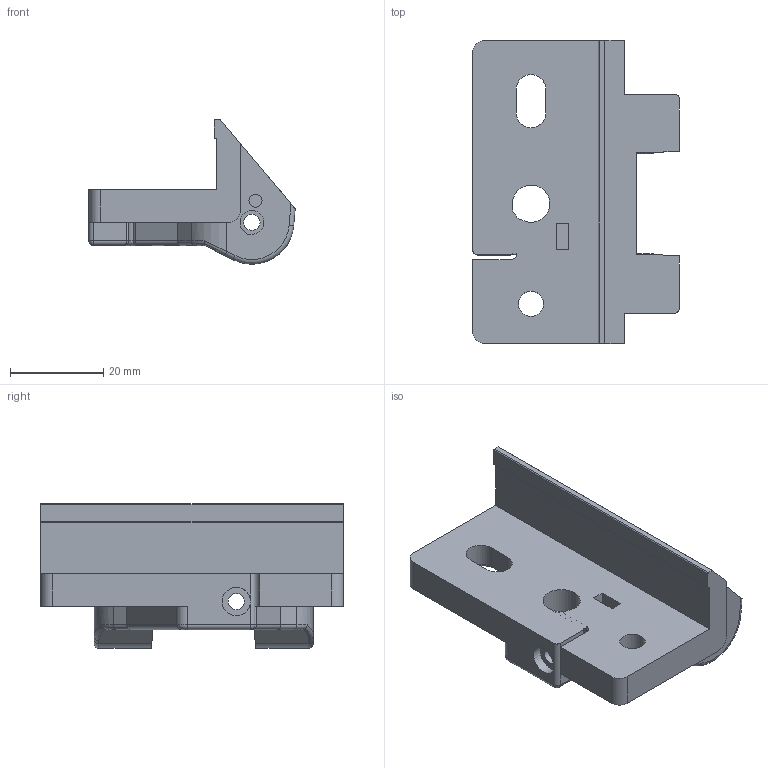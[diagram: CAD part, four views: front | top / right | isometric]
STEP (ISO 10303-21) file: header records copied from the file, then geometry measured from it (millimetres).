
FILE_DESCRIPTION(/* description */ (''),/* implementation_level */ '2;1');
FILE_NAME(/* name */ 'XY_Idler_Mount_Gates_8mm_3030 v1.step',/* time_stamp */ '2020-11-28T14:08:55+01:00',/* author */ (''),/* organization */ (''),/* preprocessor_version */ 'ST-DEVELOPER v18.1',/* originating_system */ 'Autodesk Translation Framework v9.3.0.1241',/* authorisation */ '');
FILE_SCHEMA (('AUTOMOTIVE_DESIGN { 1 0 10303 214 3 1 1 }'));
Length unit declared in the file: millimetre
Products named in the file (1): XY_Idler_Mount_Gates_8mm_3030
Bounding box: 44.29 x 65 x 31 mm (x, y, z)
Volume: 25198.4 mm3; surface area: 10997.6 mm2
Topology: 1 solids, 1 shells, 126 faces, 326 edges, 206 vertices
Faces by surface type: plane 59, cylinder 50, torus 7, bspline 4, cone 4, sphere 2
Full cylindrical faces by diameter (mm): 2.8 x1, 3.5 x4, 5.4 x1, 6.1 x1, 10 x1
Entity records: 4140 total; most frequent: CARTESIAN_POINT 944, DIRECTION 674, ORIENTED_EDGE 648, EDGE_CURVE 324, AXIS2_PLACEMENT_3D 242, VERTEX_POINT 206, LINE 190, VECTOR 190
